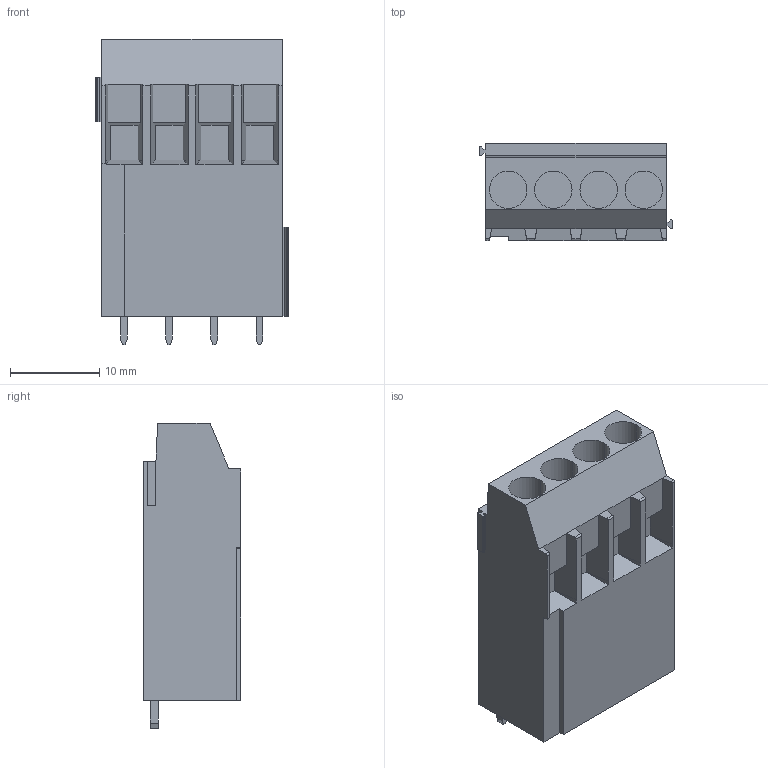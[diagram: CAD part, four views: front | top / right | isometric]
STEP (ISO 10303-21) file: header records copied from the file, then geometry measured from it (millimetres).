
FILE_DESCRIPTION(('CATIA V5 STEP Exchange','CAx-IF Rec.Pracs.--- Model Styling and Organization---1.2---2011-12-15'),'2;1');
FILE_NAME ('D1460872_0', '2018-09-07T04:34:05+00:00', ('none'), ('Weidmueller'), 'CATIA Version 5-6 Release 2014', 'CATIA V5 STEP AP214', 'none');
FILE_SCHEMA(('AUTOMOTIVE_DESIGN { 1 0 10303 214 1 1 1 1 }'));
Length unit declared in the file: millimetre
Products named in the file (1): 1975380000
Bounding box: 21.6 x 10.94 x 34.3 mm (x, y, z)
Volume: 6073.2 mm3; surface area: 2715.5 mm2
Topology: 5 solids, 5 shells, 127 faces, 335 edges, 222 vertices
Faces by surface type: plane 102, cylinder 25
Entity records: 3706 total; most frequent: CARTESIAN_POINT 733, ORIENTED_EDGE 670, DIRECTION 487, EDGE_CURVE 335, VECTOR 269, LINE 269, VERTEX_POINT 222, AXIS2_PLACEMENT_3D 131
